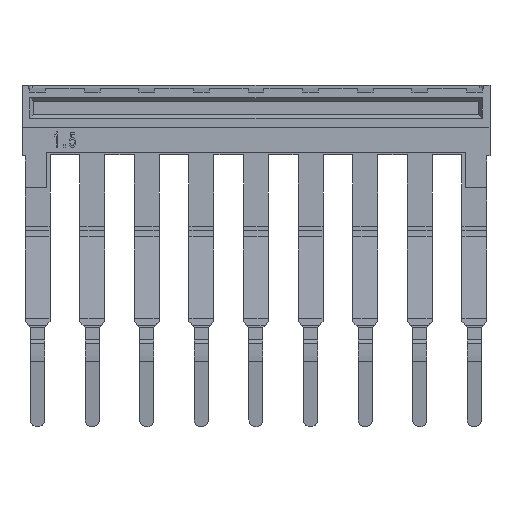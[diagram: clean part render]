
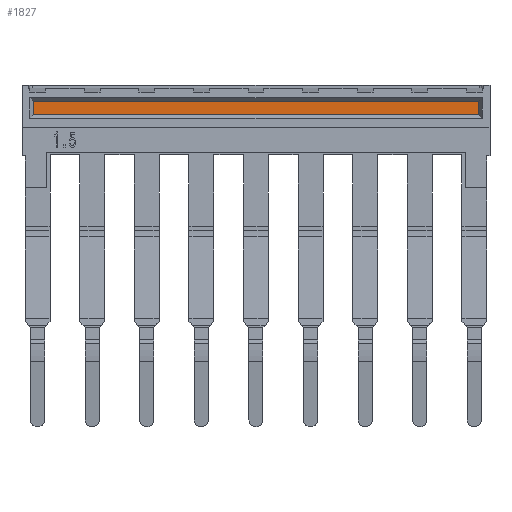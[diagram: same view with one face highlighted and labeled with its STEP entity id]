
A CAD part, front view. The second image highlights one B-rep face of the part: STEP entity #1827.
In plain terms, the highlighted planar face has unit normal (0, -1, 0).
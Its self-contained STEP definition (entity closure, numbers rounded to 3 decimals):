
#758=AXIS2_PLACEMENT_3D('Plane Axis2P3D',#755,#756,#757) ;
#755=CARTESIAN_POINT('Axis2P3D Location',(1.,0.4,19.201)) ;
#1764=CARTESIAN_POINT('Vertex',(0.731,0.4,20.87)) ;
#1770=CARTESIAN_POINT('Vertex',(0.731,0.4,20.012)) ;
#1773=CARTESIAN_POINT('Line Origine',(0.731,0.4,20.441)) ;
#1794=CARTESIAN_POINT('Vertex',(29.269,0.4,20.87)) ;
#1797=CARTESIAN_POINT('Line Origine',(15.,0.4,20.87)) ;
#1809=CARTESIAN_POINT('Line Origine',(29.269,0.4,20.441)) ;
#1813=CARTESIAN_POINT('Vertex',(29.269,0.4,20.012)) ;
#1816=CARTESIAN_POINT('Line Origine',(15.,0.4,20.012)) ;
#756=DIRECTION('Axis2P3D Direction',(0.,1.,0.)) ;
#757=DIRECTION('Axis2P3D XDirection',(0.,0.,-1.)) ;
#1774=DIRECTION('Vector Direction',(0.,0.,-1.)) ;
#1798=DIRECTION('Vector Direction',(-1.,0.,0.)) ;
#1810=DIRECTION('Vector Direction',(0.,0.,-1.)) ;
#1817=DIRECTION('Vector Direction',(-1.,0.,0.)) ;
#1775=VECTOR('Line Direction',#1774,1.) ;
#1799=VECTOR('Line Direction',#1798,1.) ;
#1811=VECTOR('Line Direction',#1810,1.) ;
#1818=VECTOR('Line Direction',#1817,1.) ;
#1822=ORIENTED_EDGE('',*,*,#1815,.T.) ;
#1823=ORIENTED_EDGE('',*,*,#1801,.T.) ;
#1824=ORIENTED_EDGE('',*,*,#1777,.F.) ;
#1825=ORIENTED_EDGE('',*,*,#1820,.F.) ;
#1827=ADVANCED_FACE('ZQV_1-5N_KU',(#1826),#759,.F.) ;
#1777=EDGE_CURVE('',#1771,#1765,#1776,.F.) ;
#1801=EDGE_CURVE('',#1795,#1765,#1800,.T.) ;
#1815=EDGE_CURVE('',#1814,#1795,#1812,.F.) ;
#1820=EDGE_CURVE('',#1814,#1771,#1819,.T.) ;
#1821=EDGE_LOOP('',(#1822,#1823,#1824,#1825)) ;
#1826=FACE_OUTER_BOUND('',#1821,.T.) ;
#1776=LINE('Line',#1773,#1775) ;
#1800=LINE('Line',#1797,#1799) ;
#1812=LINE('Line',#1809,#1811) ;
#1819=LINE('Line',#1816,#1818) ;
#759=PLANE('',#758) ;
#1765=VERTEX_POINT('',#1764) ;
#1771=VERTEX_POINT('',#1770) ;
#1795=VERTEX_POINT('',#1794) ;
#1814=VERTEX_POINT('',#1813) ;
